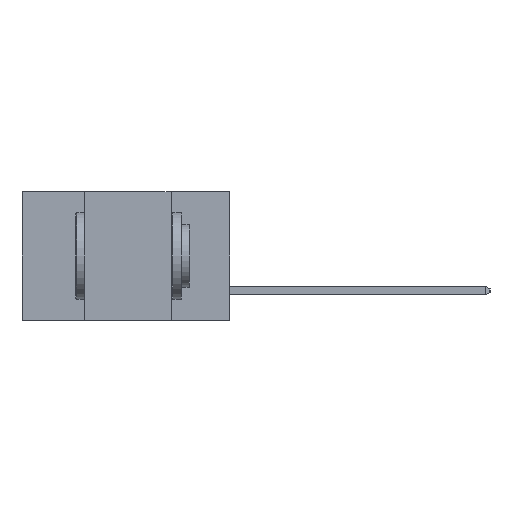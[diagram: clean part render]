
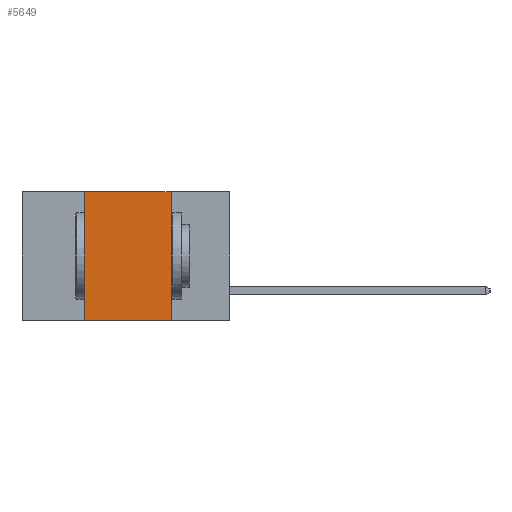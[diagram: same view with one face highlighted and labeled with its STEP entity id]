
A CAD part, left-side view. The second image highlights one B-rep face of the part: STEP entity #5649.
In plain terms, the highlighted planar face has unit normal (-1, 0, 0).
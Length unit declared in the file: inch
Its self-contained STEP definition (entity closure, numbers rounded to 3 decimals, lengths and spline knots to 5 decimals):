
#271 = DIRECTION ( 'NONE',  ( 0., -1., 0. ) ) ;
#576 = DIRECTION ( 'NONE',  ( 0., 0., -1. ) ) ;
#629 = CARTESIAN_POINT ( 'NONE',  ( 0., 0.6, 0. ) ) ;
#823 = VECTOR ( 'NONE', #6224, 39.37008 ) ;
#1122 = LINE ( 'NONE', #6313, #823 ) ;
#1420 = VERTEX_POINT ( 'NONE', #10409 ) ;
#1545 = DIRECTION ( 'NONE',  ( 0., 0., -1. ) ) ;
#1606 = DIRECTION ( 'NONE',  ( 1., 0., 0. ) ) ;
#1733 = CARTESIAN_POINT ( 'NONE',  ( 0., 0.6, 0. ) ) ;
#2091 = PLANE ( 'NONE',  #5330 ) ;
#2651 = ORIENTED_EDGE ( 'NONE', *, *, #2934, .F. ) ;
#2934 = EDGE_CURVE ( 'NONE', #6523, #1420, #6529, .T. ) ;
#4041 = VECTOR ( 'NONE', #271, 39.37008 ) ;
#4163 = FACE_OUTER_BOUND ( 'NONE', #6648, .T. ) ;
#4243 = CARTESIAN_POINT ( 'NONE',  ( 0., 0.42, -0.37 ) ) ;
#4561 = ORIENTED_EDGE ( 'NONE', *, *, #10126, .F. ) ;
#4743 = VECTOR ( 'NONE', #6046, 39.37008 ) ;
#4792 = LINE ( 'NONE', #8243, #8650 ) ;
#4819 = EDGE_CURVE ( 'NONE', #6472, #6523, #7320, .T. ) ;
#5330 = AXIS2_PLACEMENT_3D ( 'NONE', #1733, #1606, #1545 ) ;
#5543 = EDGE_CURVE ( 'NONE', #6472, #6068, #1122, .T. ) ;
#5649 = ADVANCED_FACE ( 'NONE', ( #4163 ), #2091, .F. ) ;
#6046 = DIRECTION ( 'NONE',  ( 0., 0., 1. ) ) ;
#6068 = VERTEX_POINT ( 'NONE', #8044 ) ;
#6224 = DIRECTION ( 'NONE',  ( 0., -1., 0. ) ) ;
#6313 = CARTESIAN_POINT ( 'NONE',  ( 0., 0.6, -0.37 ) ) ;
#6472 = VERTEX_POINT ( 'NONE', #7648 ) ;
#6523 = VERTEX_POINT ( 'NONE', #7694 ) ;
#6529 = LINE ( 'NONE', #629, #4041 ) ;
#6648 = EDGE_LOOP ( 'NONE', ( #4561, #2651, #8016, #10366 ) ) ;
#7320 = LINE ( 'NONE', #4243, #4743 ) ;
#7648 = CARTESIAN_POINT ( 'NONE',  ( 0., 0.42, -0.37 ) ) ;
#7694 = CARTESIAN_POINT ( 'NONE',  ( 0., 0.42, 0. ) ) ;
#8016 = ORIENTED_EDGE ( 'NONE', *, *, #4819, .F. ) ;
#8044 = CARTESIAN_POINT ( 'NONE',  ( 0., 0.17, -0.37 ) ) ;
#8243 = CARTESIAN_POINT ( 'NONE',  ( 0., 0.17, -0.37 ) ) ;
#8650 = VECTOR ( 'NONE', #576, 39.37008 ) ;
#10126 = EDGE_CURVE ( 'NONE', #1420, #6068, #4792, .T. ) ;
#10366 = ORIENTED_EDGE ( 'NONE', *, *, #5543, .T. ) ;
#10409 = CARTESIAN_POINT ( 'NONE',  ( 0., 0.17, 0. ) ) ;
